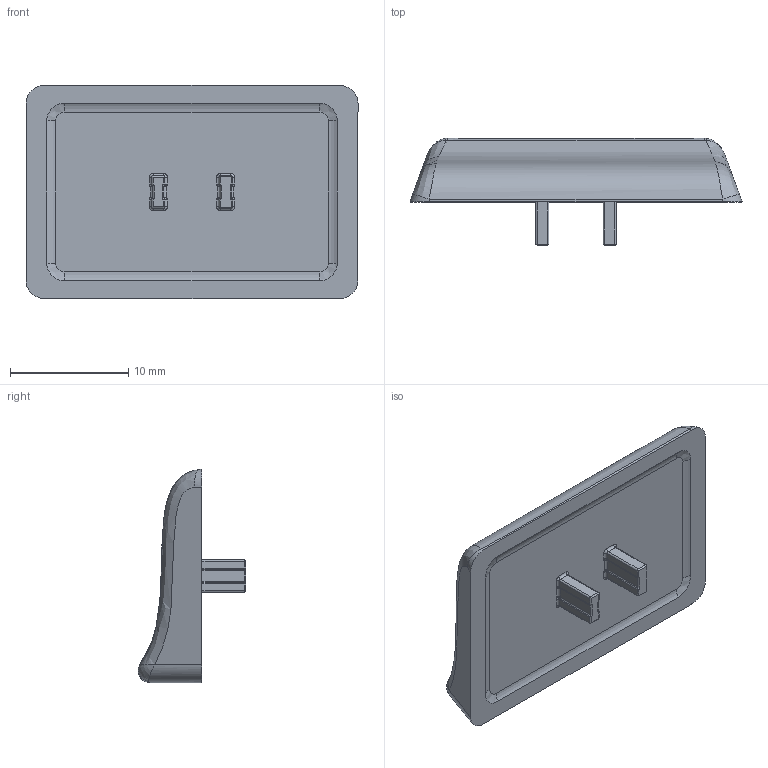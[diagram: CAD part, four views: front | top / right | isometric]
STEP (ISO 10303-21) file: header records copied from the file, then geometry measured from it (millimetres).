
FILE_DESCRIPTION(/* description */ (''),/* implementation_level */ '2;1');
FILE_NAME(/* name */ 'skc03-ino-choc-thumb-1.5u.step',/* time_stamp */ '2022-08-21T08:46:11+09:00',/* author */ (''),/* organization */ (''),/* preprocessor_version */ 'ST-DEVELOPER v19',/* originating_system */ 'Autodesk Translation Framework v11.7.0.108',/* authorisation */ '');
FILE_SCHEMA (('AUTOMOTIVE_DESIGN { 1 0 10303 214 3 1 1 }'));
Length unit declared in the file: millimetre
Products named in the file (3): 1.5u; top-1.5u; stem
Assembly tree (2 placements, depth 2):
  1.5u
    top-1.5u
    stem
Bounding box: 28.02 x 9.08 x 18 mm (x, y, z)
Volume: 1650.4 mm3; surface area: 1339.1 mm2
Topology: 3 solids, 3 shells, 150 faces, 345 edges, 192 vertices
Faces by surface type: cylinder 48, plane 42, cone 24, bspline 20, torus 16
Entity records: 4854 total; most frequent: CARTESIAN_POINT 1502, DIRECTION 707, ORIENTED_EDGE 670, EDGE_CURVE 335, AXIS2_PLACEMENT_3D 271, VERTEX_POINT 192, LINE 165, VECTOR 165
